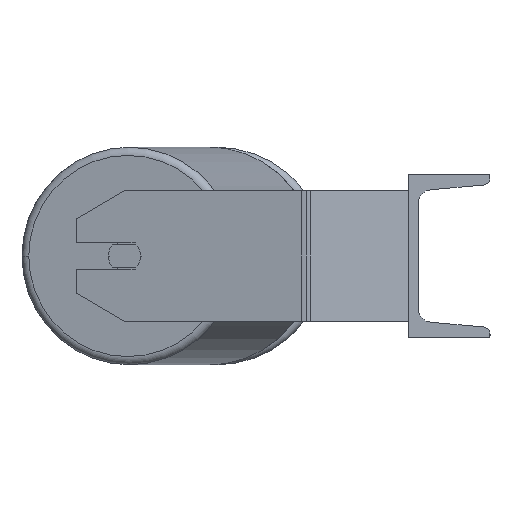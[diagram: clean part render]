
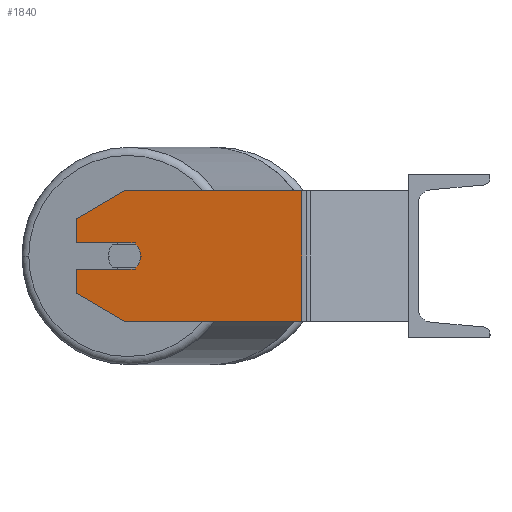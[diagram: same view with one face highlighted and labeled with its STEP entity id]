
A CAD part, left-side view. The second image highlights one B-rep face of the part: STEP entity #1840.
In plain terms, the highlighted planar face has unit normal (-0.985, 0.174, 0).
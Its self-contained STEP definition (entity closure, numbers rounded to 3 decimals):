
#104 = VERTEX_POINT ( 'NONE', #2416 ) ;
#275 = VECTOR ( 'NONE', #6010, 1000. ) ;
#276 = DIRECTION ( 'NONE',  ( -0.15, -0.853, -0.5 ) ) ;
#309 = ORIENTED_EDGE ( 'NONE', *, *, #8333, .T. ) ;
#434 = CARTESIAN_POINT ( 'NONE',  ( -495.512, 65.175, 40. ) ) ;
#578 = CARTESIAN_POINT ( 'NONE',  ( -471.184, 203.146, 40. ) ) ;
#603 = LINE ( 'NONE', #4835, #7193 ) ;
#807 = VERTEX_POINT ( 'NONE', #5122 ) ;
#889 = DIRECTION ( 'NONE',  ( 0.985, -0.174, 0. ) ) ;
#911 = DIRECTION ( 'NONE',  ( -0.174, -0.985, 0. ) ) ;
#1063 = VERTEX_POINT ( 'NONE', #1381 ) ;
#1086 = VECTOR ( 'NONE', #9076, 1000. ) ;
#1092 = DIRECTION ( 'NONE',  ( 0., 0., -1. ) ) ;
#1177 = CARTESIAN_POINT ( 'NONE',  ( -471.184, 203.146, 8. ) ) ;
#1381 = CARTESIAN_POINT ( 'NONE',  ( -495.512, 65.175, -40. ) ) ;
#1522 = ORIENTED_EDGE ( 'NONE', *, *, #6872, .F. ) ;
#1644 = CARTESIAN_POINT ( 'NONE',  ( -476.394, 173.602, 0. ) ) ;
#1670 = FACE_OUTER_BOUND ( 'NONE', #7874, .T. ) ;
#1734 = ORIENTED_EDGE ( 'NONE', *, *, #6744, .F. ) ;
#1840 = ADVANCED_FACE ( 'NONE', ( #1670 ), #6544, .F. ) ;
#2020 = CARTESIAN_POINT ( 'NONE',  ( -471.184, 203.146, -8. ) ) ;
#2050 = CARTESIAN_POINT ( 'NONE',  ( -471.184, 203.146, 8. ) ) ;
#2104 = ORIENTED_EDGE ( 'NONE', *, *, #8169, .F. ) ;
#2338 = LINE ( 'NONE', #7776, #6128 ) ;
#2379 = LINE ( 'NONE', #8040, #275 ) ;
#2387 = VECTOR ( 'NONE', #4810, 1000. ) ;
#2416 = CARTESIAN_POINT ( 'NONE',  ( -471.184, 203.146, 22.679 ) ) ;
#2434 = ORIENTED_EDGE ( 'NONE', *, *, #3758, .F. ) ;
#2455 = ORIENTED_EDGE ( 'NONE', *, *, #3704, .F. ) ;
#2769 = CARTESIAN_POINT ( 'NONE',  ( -478.13, 163.754, 0. ) ) ;
#2853 = VECTOR ( 'NONE', #276, 1000. ) ;
#3028 = VERTEX_POINT ( 'NONE', #2769 ) ;
#3102 = EDGE_CURVE ( 'NONE', #7898, #1063, #603, .T. ) ;
#3221 = CARTESIAN_POINT ( 'NONE',  ( -471.184, 203.146, 40. ) ) ;
#3263 = CARTESIAN_POINT ( 'NONE',  ( -476.394, 173.602, 0. ) ) ;
#3704 = EDGE_CURVE ( 'NONE', #807, #3028, #8822, .T. ) ;
#3743 = LINE ( 'NONE', #6590, #5995 ) ;
#3758 = EDGE_CURVE ( 'NONE', #6284, #807, #2379, .T. ) ;
#3827 = CARTESIAN_POINT ( 'NONE',  ( -476.394, 173.602, -40. ) ) ;
#3842 = ORIENTED_EDGE ( 'NONE', *, *, #8176, .F. ) ;
#4021 = CARTESIAN_POINT ( 'NONE',  ( -476.394, 173.602, 40. ) ) ;
#4069 = VERTEX_POINT ( 'NONE', #1177 ) ;
#4074 = ORIENTED_EDGE ( 'NONE', *, *, #7840, .T. ) ;
#4268 = ORIENTED_EDGE ( 'NONE', *, *, #8887, .T. ) ;
#4491 = VERTEX_POINT ( 'NONE', #434 ) ;
#4542 = LINE ( 'NONE', #3827, #2853 ) ;
#4574 = DIRECTION ( 'NONE',  ( -0.174, -0.985, 0. ) ) ;
#4810 = DIRECTION ( 'NONE',  ( -0.174, -0.985, 0. ) ) ;
#4835 = CARTESIAN_POINT ( 'NONE',  ( -471.184, 203.146, -40. ) ) ;
#4870 = AXIS2_PLACEMENT_3D ( 'NONE', #1644, #6658, #911 ) ;
#4896 = DIRECTION ( 'NONE',  ( 0.174, 0.985, 0. ) ) ;
#5099 = CIRCLE ( 'NONE', #8605, 10. ) ;
#5122 = CARTESIAN_POINT ( 'NONE',  ( -477.436, 167.693, -8. ) ) ;
#5157 = EDGE_CURVE ( 'NONE', #104, #4069, #6672, .T. ) ;
#5198 = VERTEX_POINT ( 'NONE', #4021 ) ;
#5211 = CARTESIAN_POINT ( 'NONE',  ( -471.184, 203.146, 40. ) ) ;
#5413 = LINE ( 'NONE', #578, #2387 ) ;
#5430 = ORIENTED_EDGE ( 'NONE', *, *, #5157, .T. ) ;
#5470 = CARTESIAN_POINT ( 'NONE',  ( -471.184, 203.146, -22.679 ) ) ;
#5616 = CARTESIAN_POINT ( 'NONE',  ( -476.394, 173.602, -40. ) ) ;
#5935 = DIRECTION ( 'NONE',  ( 0.15, 0.853, -0.5 ) ) ;
#5966 = DIRECTION ( 'NONE',  ( -0.985, 0.174, 0. ) ) ;
#5995 = VECTOR ( 'NONE', #5935, 1000. ) ;
#6010 = DIRECTION ( 'NONE',  ( -0.174, -0.985, 0. ) ) ;
#6063 = DIRECTION ( 'NONE',  ( 0., 0., -1. ) ) ;
#6128 = VECTOR ( 'NONE', #1092, 1000. ) ;
#6263 = VERTEX_POINT ( 'NONE', #5470 ) ;
#6284 = VERTEX_POINT ( 'NONE', #2020 ) ;
#6331 = VERTEX_POINT ( 'NONE', #7478 ) ;
#6544 = PLANE ( 'NONE',  #8745 ) ;
#6590 = CARTESIAN_POINT ( 'NONE',  ( -471.184, 203.146, 22.679 ) ) ;
#6658 = DIRECTION ( 'NONE',  ( -0.985, 0.174, 0. ) ) ;
#6672 = LINE ( 'NONE', #3221, #7552 ) ;
#6744 = EDGE_CURVE ( 'NONE', #5198, #4491, #5413, .T. ) ;
#6872 = EDGE_CURVE ( 'NONE', #6331, #4069, #9072, .T. ) ;
#7193 = VECTOR ( 'NONE', #7647, 1000. ) ;
#7324 = DIRECTION ( 'NONE',  ( 0.174, 0.985, 0. ) ) ;
#7478 = CARTESIAN_POINT ( 'NONE',  ( -477.436, 167.693, 8. ) ) ;
#7552 = VECTOR ( 'NONE', #6063, 1000. ) ;
#7647 = DIRECTION ( 'NONE',  ( -0.174, -0.985, 0. ) ) ;
#7776 = CARTESIAN_POINT ( 'NONE',  ( -495.512, 65.175, 40. ) ) ;
#7840 = EDGE_CURVE ( 'NONE', #6263, #7898, #4542, .T. ) ;
#7874 = EDGE_LOOP ( 'NONE', ( #309, #4074, #9017, #2104, #1734, #4268, #5430, #1522, #3842, #2455, #2434 ) ) ;
#7898 = VERTEX_POINT ( 'NONE', #5616 ) ;
#8021 = VECTOR ( 'NONE', #4896, 1000. ) ;
#8040 = CARTESIAN_POINT ( 'NONE',  ( -477.436, 167.693, -8. ) ) ;
#8169 = EDGE_CURVE ( 'NONE', #4491, #1063, #2338, .T. ) ;
#8176 = EDGE_CURVE ( 'NONE', #3028, #6331, #5099, .T. ) ;
#8204 = CARTESIAN_POINT ( 'NONE',  ( -471.184, 203.146, 40. ) ) ;
#8333 = EDGE_CURVE ( 'NONE', #6284, #6263, #8344, .T. ) ;
#8344 = LINE ( 'NONE', #8204, #1086 ) ;
#8605 = AXIS2_PLACEMENT_3D ( 'NONE', #3263, #5966, #4574 ) ;
#8745 = AXIS2_PLACEMENT_3D ( 'NONE', #5211, #889, #7324 ) ;
#8822 = CIRCLE ( 'NONE', #4870, 10. ) ;
#8887 = EDGE_CURVE ( 'NONE', #5198, #104, #3743, .T. ) ;
#9017 = ORIENTED_EDGE ( 'NONE', *, *, #3102, .T. ) ;
#9072 = LINE ( 'NONE', #2050, #8021 ) ;
#9076 = DIRECTION ( 'NONE',  ( 0., 0., -1. ) ) ;
